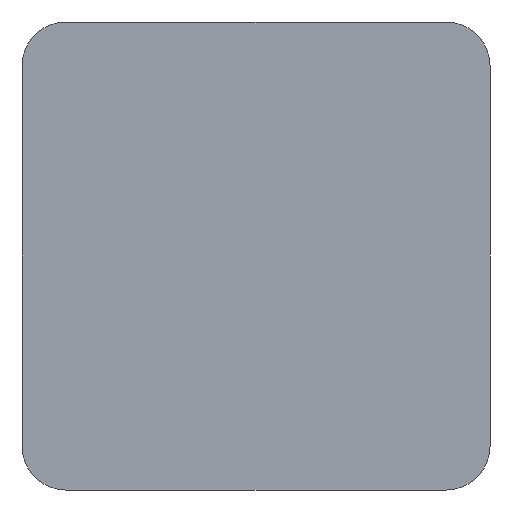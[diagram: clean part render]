
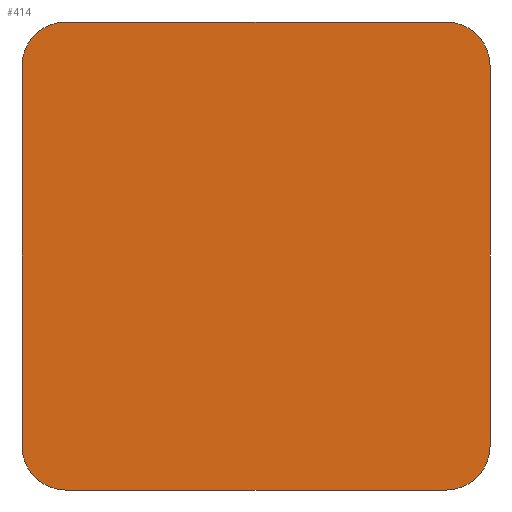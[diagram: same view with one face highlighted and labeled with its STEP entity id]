
A CAD part, front view. The second image highlights one B-rep face of the part: STEP entity #414.
In plain terms, the highlighted planar face has unit normal (0, -1, 0).
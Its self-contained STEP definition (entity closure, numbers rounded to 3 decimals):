
#35=CIRCLE('',#468,3.);
#36=CIRCLE('',#471,3.);
#37=CIRCLE('',#474,3.);
#38=CIRCLE('',#477,3.);
#68=FACE_OUTER_BOUND('',#94,.T.);
#94=EDGE_LOOP('',(#367,#368,#369,#370,#371,#372,#373,#374));
#125=LINE('',#696,#165);
#128=LINE('',#704,#168);
#131=LINE('',#712,#171);
#134=LINE('',#719,#174);
#165=VECTOR('',#576,10.);
#168=VECTOR('',#585,10.);
#171=VECTOR('',#594,10.);
#174=VECTOR('',#603,10.);
#199=VERTEX_POINT('',#689);
#200=VERTEX_POINT('',#690);
#201=VERTEX_POINT('',#695);
#202=VERTEX_POINT('',#699);
#203=VERTEX_POINT('',#703);
#204=VERTEX_POINT('',#707);
#205=VERTEX_POINT('',#711);
#206=VERTEX_POINT('',#715);
#247=EDGE_CURVE('',#199,#200,#35,.T.);
#250=EDGE_CURVE('',#201,#199,#125,.T.);
#252=EDGE_CURVE('',#202,#201,#36,.T.);
#254=EDGE_CURVE('',#203,#202,#128,.T.);
#256=EDGE_CURVE('',#204,#203,#37,.T.);
#258=EDGE_CURVE('',#205,#204,#131,.T.);
#260=EDGE_CURVE('',#206,#205,#38,.T.);
#262=EDGE_CURVE('',#200,#206,#134,.T.);
#367=ORIENTED_EDGE('',*,*,#262,.F.);
#368=ORIENTED_EDGE('',*,*,#247,.F.);
#369=ORIENTED_EDGE('',*,*,#250,.F.);
#370=ORIENTED_EDGE('',*,*,#252,.F.);
#371=ORIENTED_EDGE('',*,*,#254,.F.);
#372=ORIENTED_EDGE('',*,*,#256,.F.);
#373=ORIENTED_EDGE('',*,*,#258,.F.);
#374=ORIENTED_EDGE('',*,*,#260,.F.);
#388=PLANE('',#479);
#414=ADVANCED_FACE('',(#68),#388,.F.);
#468=AXIS2_PLACEMENT_3D('',#691,#570,#571);
#471=AXIS2_PLACEMENT_3D('',#700,#580,#581);
#474=AXIS2_PLACEMENT_3D('',#708,#589,#590);
#477=AXIS2_PLACEMENT_3D('',#716,#598,#599);
#479=AXIS2_PLACEMENT_3D('',#720,#604,#605);
#570=DIRECTION('center_axis',(0.,1.,0.));
#571=DIRECTION('ref_axis',(-1.,0.,0.));
#576=DIRECTION('',(0.,0.,1.));
#580=DIRECTION('center_axis',(0.,1.,0.));
#581=DIRECTION('ref_axis',(0.,0.,-1.));
#585=DIRECTION('',(-1.,0.,0.));
#589=DIRECTION('center_axis',(0.,1.,0.));
#590=DIRECTION('ref_axis',(1.,0.,0.));
#594=DIRECTION('',(0.,0.,-1.));
#598=DIRECTION('center_axis',(0.,1.,0.));
#599=DIRECTION('ref_axis',(0.,0.,1.));
#603=DIRECTION('',(1.,0.,0.));
#604=DIRECTION('center_axis',(0.,1.,0.));
#605=DIRECTION('ref_axis',(0.,0.,1.));
#689=CARTESIAN_POINT('',(-16.,0.,13.));
#690=CARTESIAN_POINT('',(-13.,0.,16.));
#691=CARTESIAN_POINT('Origin',(-13.,0.,13.));
#695=CARTESIAN_POINT('',(-16.,0.,-13.));
#696=CARTESIAN_POINT('',(-16.,0.,-13.));
#699=CARTESIAN_POINT('',(-13.,0.,-16.));
#700=CARTESIAN_POINT('Origin',(-13.,0.,-13.));
#703=CARTESIAN_POINT('',(13.,0.,-16.));
#704=CARTESIAN_POINT('',(13.,0.,-16.));
#707=CARTESIAN_POINT('',(16.,0.,-13.));
#708=CARTESIAN_POINT('Origin',(13.,0.,-13.));
#711=CARTESIAN_POINT('',(16.,0.,13.));
#712=CARTESIAN_POINT('',(16.,0.,13.));
#715=CARTESIAN_POINT('',(13.,0.,16.));
#716=CARTESIAN_POINT('Origin',(13.,0.,13.));
#719=CARTESIAN_POINT('',(-13.,0.,16.));
#720=CARTESIAN_POINT('Origin',(0.,0.,0.));
